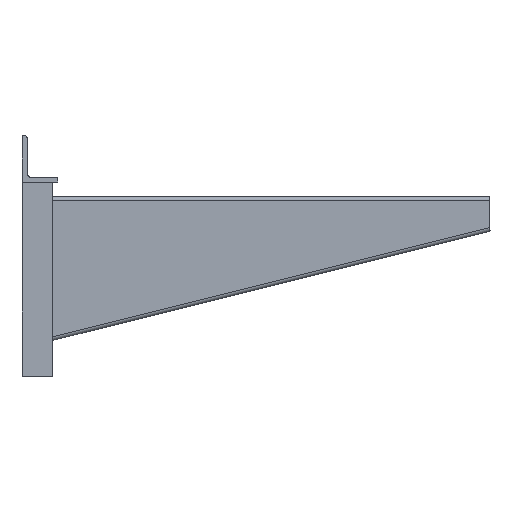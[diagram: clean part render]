
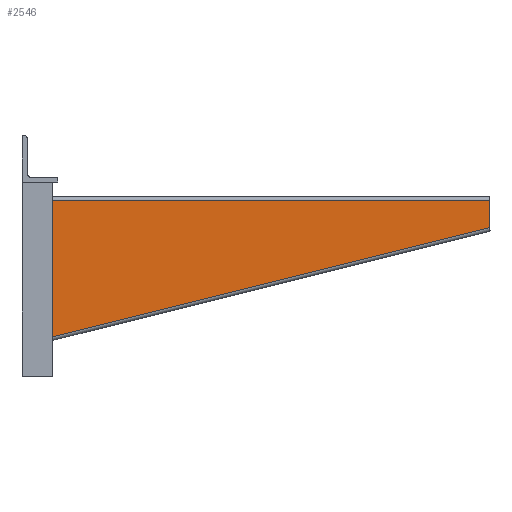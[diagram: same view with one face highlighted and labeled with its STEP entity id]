
A CAD part, top view. The second image highlights one B-rep face of the part: STEP entity #2546.
In plain terms, the highlighted planar face has unit normal (0, 0, 1).
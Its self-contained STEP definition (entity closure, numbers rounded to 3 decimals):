
#30 = ORIENTED_EDGE ( 'NONE', *, *, #1156, .T. ) ;
#146 = CARTESIAN_POINT ( 'NONE',  ( 0., -173.99, 0. ) ) ;
#163 = DIRECTION ( 'NONE',  ( 0., 0., -1. ) ) ;
#455 = DIRECTION ( 'NONE',  ( 0., -1., 0. ) ) ;
#511 = CARTESIAN_POINT ( 'NONE',  ( 610., -21.394, 0. ) ) ;
#520 = DIRECTION ( 'NONE',  ( 1., 0., 0. ) ) ;
#561 = VERTEX_POINT ( 'NONE', #2885 ) ;
#579 = EDGE_CURVE ( 'NONE', #872, #1498, #2560, .T. ) ;
#645 = CARTESIAN_POINT ( 'NONE',  ( 40.802, -163.468, 0. ) ) ;
#697 = CARTESIAN_POINT ( 'NONE',  ( 0., 0., 0. ) ) ;
#872 = VERTEX_POINT ( 'NONE', #511 ) ;
#920 = DIRECTION ( 'NONE',  ( -1., 0., 0. ) ) ;
#940 = FACE_OUTER_BOUND ( 'NONE', #2229, .T. ) ;
#1156 = EDGE_CURVE ( 'NONE', #561, #1681, #2180, .T. ) ;
#1498 = VERTEX_POINT ( 'NONE', #2910 ) ;
#1549 = CARTESIAN_POINT ( 'NONE',  ( 610., 49.01, 0. ) ) ;
#1578 = VECTOR ( 'NONE', #455, 1000. ) ;
#1597 = AXIS2_PLACEMENT_3D ( 'NONE', #697, #163, #920 ) ;
#1641 = VECTOR ( 'NONE', #520, 1000. ) ;
#1681 = VERTEX_POINT ( 'NONE', #1969 ) ;
#1826 = CARTESIAN_POINT ( 'NONE',  ( 0., 16.48, 0. ) ) ;
#1922 = LINE ( 'NONE', #645, #2122 ) ;
#1969 = CARTESIAN_POINT ( 'NONE',  ( 0., -173.653, 0. ) ) ;
#2059 = LINE ( 'NONE', #1826, #1641 ) ;
#2076 = EDGE_CURVE ( 'NONE', #561, #1498, #2059, .T. ) ;
#2122 = VECTOR ( 'NONE', #3200, 1000. ) ;
#2180 = LINE ( 'NONE', #146, #1578 ) ;
#2229 = EDGE_LOOP ( 'NONE', ( #30, #3014, #2991, #2473 ) ) ;
#2263 = DIRECTION ( 'NONE',  ( 0., 1., 0. ) ) ;
#2473 = ORIENTED_EDGE ( 'NONE', *, *, #2076, .F. ) ;
#2546 = ADVANCED_FACE ( 'NONE', ( #940 ), #3249, .F. ) ;
#2560 = LINE ( 'NONE', #1549, #3009 ) ;
#2885 = CARTESIAN_POINT ( 'NONE',  ( 0., 16.48, 0. ) ) ;
#2910 = CARTESIAN_POINT ( 'NONE',  ( 610., 16.48, 0. ) ) ;
#2991 = ORIENTED_EDGE ( 'NONE', *, *, #579, .T. ) ;
#3009 = VECTOR ( 'NONE', #2263, 1000. ) ;
#3014 = ORIENTED_EDGE ( 'NONE', *, *, #3058, .T. ) ;
#3058 = EDGE_CURVE ( 'NONE', #1681, #872, #1922, .T. ) ;
#3200 = DIRECTION ( 'NONE',  ( 0.97, 0.242, 0. ) ) ;
#3249 = PLANE ( 'NONE',  #1597 ) ;
